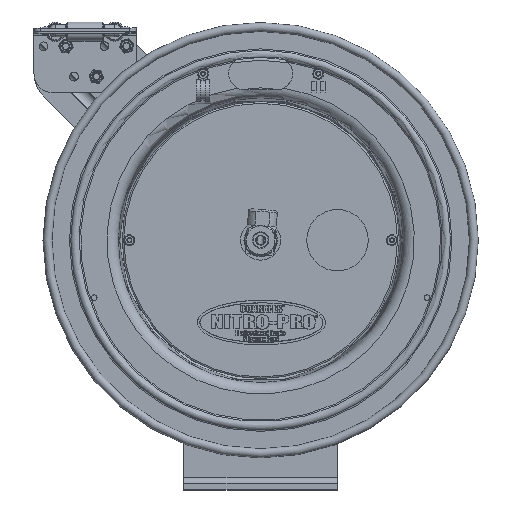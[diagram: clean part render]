
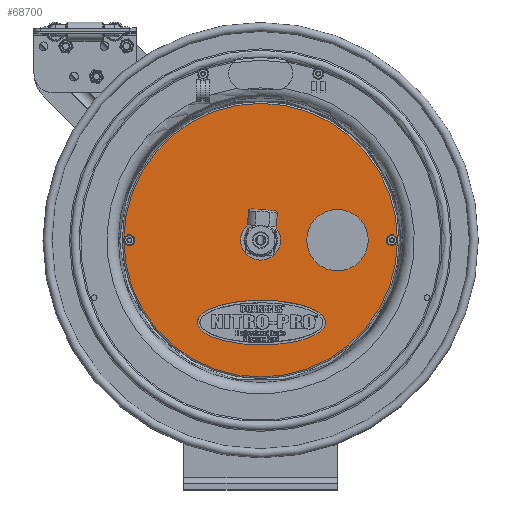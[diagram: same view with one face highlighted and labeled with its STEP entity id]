
A CAD part, top view. The second image highlights one B-rep face of the part: STEP entity #68700.
In plain terms, the highlighted planar face has unit normal (0, 0, 1).
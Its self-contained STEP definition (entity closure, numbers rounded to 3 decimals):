
#17756=FACE_BOUND('',#22299,.T.);
#17757=FACE_BOUND('',#22300,.T.);
#17758=FACE_BOUND('',#22301,.T.);
#18241=PLANE('',#71823);
#19675=FACE_OUTER_BOUND('',#22298,.T.);
#22298=EDGE_LOOP('',(#49003,#49004));
#22299=EDGE_LOOP('',(#49005));
#22300=EDGE_LOOP('',(#49006));
#22301=EDGE_LOOP('',(#49007));
#25405=CIRCLE('',#71818,5.345);
#25406=CIRCLE('',#71819,5.345);
#25410=CIRCLE('',#71824,0.1);
#25411=CIRCLE('',#71825,0.1);
#25412=CIRCLE('',#71826,0.65);
#27652=VERTEX_POINT('',#92352);
#27653=VERTEX_POINT('',#92353);
#27656=VERTEX_POINT('',#92362);
#27657=VERTEX_POINT('',#92364);
#27658=VERTEX_POINT('',#92366);
#37073=EDGE_CURVE('',#27652,#27653,#25405,.T.);
#37074=EDGE_CURVE('',#27653,#27652,#25406,.T.);
#37078=EDGE_CURVE('',#27656,#27656,#25410,.T.);
#37079=EDGE_CURVE('',#27657,#27657,#25411,.T.);
#37080=EDGE_CURVE('',#27658,#27658,#25412,.T.);
#49003=ORIENTED_EDGE('',*,*,#37073,.T.);
#49004=ORIENTED_EDGE('',*,*,#37074,.T.);
#49005=ORIENTED_EDGE('',*,*,#37078,.T.);
#49006=ORIENTED_EDGE('',*,*,#37079,.T.);
#49007=ORIENTED_EDGE('',*,*,#37080,.T.);
#68700=ADVANCED_FACE('',(#19675,#17756,#17757,#17758),#18241,.T.);
#71818=AXIS2_PLACEMENT_3D('',#92354,#76350,#76351);
#71819=AXIS2_PLACEMENT_3D('',#92355,#76352,#76353);
#71823=AXIS2_PLACEMENT_3D('',#92361,#76360,#76361);
#71824=AXIS2_PLACEMENT_3D('',#92363,#76362,#76363);
#71825=AXIS2_PLACEMENT_3D('',#92365,#76364,#76365);
#71826=AXIS2_PLACEMENT_3D('',#92367,#76366,#76367);
#76350=DIRECTION('center_axis',(0.,0.,
1.));
#76351=DIRECTION('ref_axis',(0.,1.,0.));
#76352=DIRECTION('center_axis',(0.,0.,
1.));
#76353=DIRECTION('ref_axis',(0.,1.,0.));
#76360=DIRECTION('center_axis',(0.,0.,
1.));
#76361=DIRECTION('ref_axis',(1.,0.,0.));
#76362=DIRECTION('center_axis',(0.,0.,
-1.));
#76363=DIRECTION('ref_axis',(0.,1.,0.));
#76364=DIRECTION('center_axis',(0.,0.,
-1.));
#76365=DIRECTION('ref_axis',(0.,1.,0.));
#76366=DIRECTION('center_axis',(0.,0.,
-1.));
#76367=DIRECTION('ref_axis',(0.,-1.,0.));
#92352=CARTESIAN_POINT('',(-0.031,5.801,2.924));
#92353=CARTESIAN_POINT('',(-5.376,0.456,2.924));
#92354=CARTESIAN_POINT('Origin',(-0.031,0.456,2.924));
#92355=CARTESIAN_POINT('Origin',(-0.031,0.456,2.924));
#92361=CARTESIAN_POINT('Origin',(-0.031,3.129,2.924));
#92362=CARTESIAN_POINT('',(5.094,0.556,2.924));
#92363=CARTESIAN_POINT('Origin',(5.094,0.456,2.924));
#92364=CARTESIAN_POINT('',(-5.156,0.556,2.924));
#92365=CARTESIAN_POINT('Origin',(-5.156,0.456,2.924));
#92366=CARTESIAN_POINT('',(-0.031,1.106,2.924));
#92367=CARTESIAN_POINT('Origin',(-0.031,0.456,2.924));
